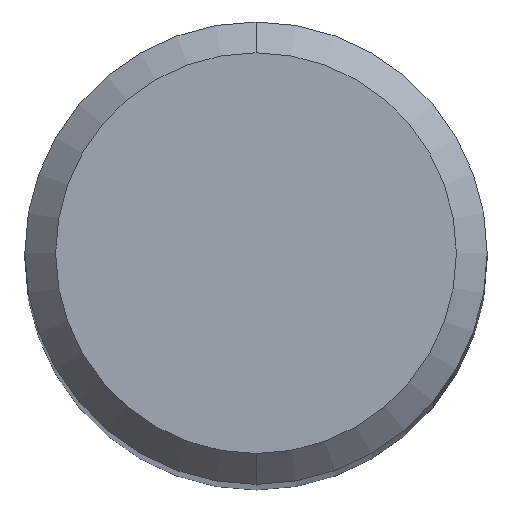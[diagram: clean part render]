
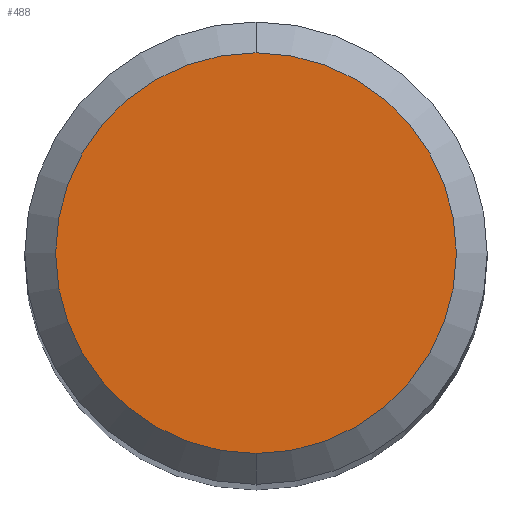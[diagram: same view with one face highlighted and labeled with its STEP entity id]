
A CAD part, top view. The second image highlights one B-rep face of the part: STEP entity #488.
In plain terms, the highlighted planar face has unit normal (0, 0, 1).
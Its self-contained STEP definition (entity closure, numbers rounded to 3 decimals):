
#392=EDGE_CURVE('',#796,#478,#1010,.T.);
#478=VERTEX_POINT('',#1105);
#488=ADVANCED_FACE('',(#1117),#1118,.T.);
#768=EDGE_CURVE('',#478,#796,#1426,.T.);
#796=VERTEX_POINT('',#1456);
#1010=CIRCLE('',#1825,2.6);
#1105=CARTESIAN_POINT('',(0.0,2.6,0.0));
#1117=FACE_OUTER_BOUND('',#2201,.T.);
#1118=PLANE('',#2202);
#1426=CIRCLE('',#6216,2.6);
#1456=CARTESIAN_POINT('',(0.,-2.6,0.0));
#1825=AXIS2_PLACEMENT_3D('',#9602,#9603,#9604);
#2201=EDGE_LOOP('',(#9740,#9741));
#2202=AXIS2_PLACEMENT_3D('',#9742,#9743,#9744);
#6216=AXIS2_PLACEMENT_3D('',#10070,#10071,#10072);
#9602=CARTESIAN_POINT('',(0.0,0.0,0.0));
#9603=DIRECTION('',(0.0,0.0,-1.0));
#9604=DIRECTION('',(0.0,1.0,0.0));
#9740=ORIENTED_EDGE('',*,*,#768,.F.);
#9741=ORIENTED_EDGE('',*,*,#392,.F.);
#9742=CARTESIAN_POINT('',(0.0,1.3,0.0));
#9743=DIRECTION('',(-0.0,0.0,1.0));
#9744=DIRECTION('',(0.0,-1.0,0.0));
#10070=CARTESIAN_POINT('',(0.0,0.0,0.0));
#10071=DIRECTION('',(0.0,0.0,-1.0));
#10072=DIRECTION('',(0.0,1.0,0.0));
